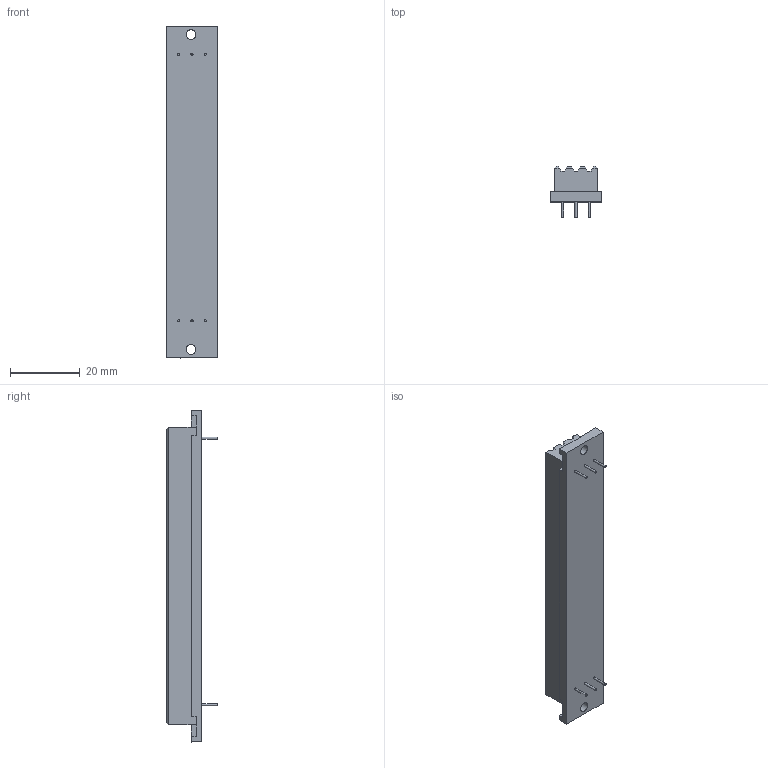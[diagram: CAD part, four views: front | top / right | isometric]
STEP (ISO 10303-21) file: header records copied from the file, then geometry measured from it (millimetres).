
FILE_DESCRIPTION((''),'2;1');
FILE_NAME( '0906_DIN_type_F_low_profile_straight_female_48_pole.stp','2004-07-29T09:25:42',('User'),('SDRC'),'I-DEAS Master Series 9','UNIX','Yes');
FILE_SCHEMA(('AUTOMOTIVE_DESIGN { 1 0 10303 214 1 1 1 1 }'));
Length unit declared in the file: millimetre
Products named in the file (1): 0906_DIN_type_F_low_profile_straight_female_48_pole
Bounding box: 14.8 x 14.6 x 94.9 mm (x, y, z)
Volume: 10858.9 mm3; surface area: 5473.1 mm2
Topology: 1 solids, 1 shells, 108 faces, 278 edges, 184 vertices
Faces by surface type: bspline 108
Entity records: 3149 total; most frequent: CARTESIAN_POINT 1333, ORIENTED_EDGE 556, EDGE_CURVE 278, VERTEX_POINT 184, B_SPLINE_CURVE_WITH_KNOTS 134, QUASI_UNIFORM_CURVE 128, EDGE_LOOP 124, FACE_OUTER_BOUND 108
